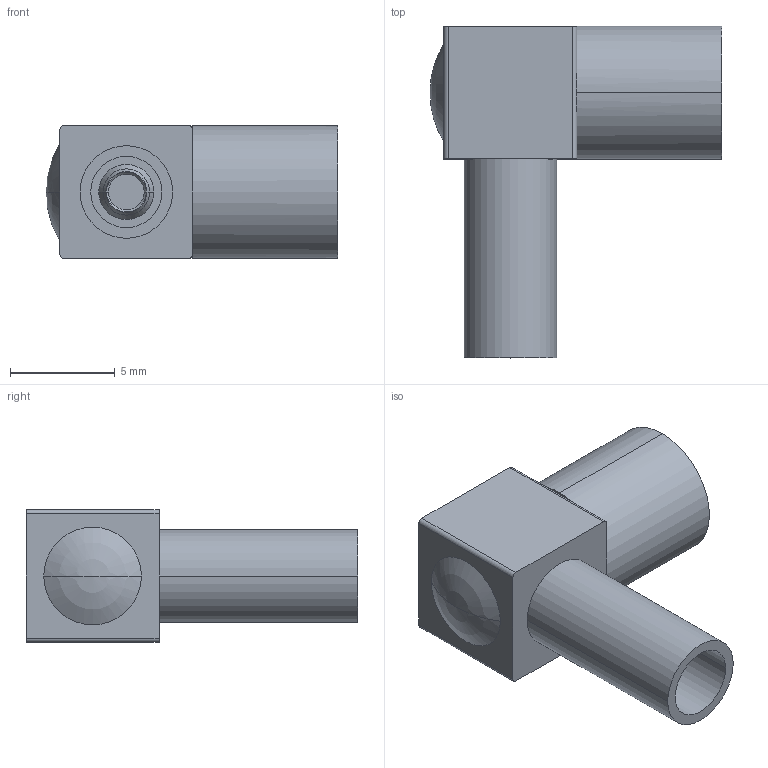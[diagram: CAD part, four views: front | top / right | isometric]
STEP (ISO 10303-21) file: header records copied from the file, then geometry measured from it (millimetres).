
FILE_DESCRIPTION((''),'2;1');
FILE_NAME('903-369P-51A_SW0001','2019-09-18T',('Vijayaragavan'),(''),'CREO PARAMETRIC BY PTC INC, 2018360','CREO PARAMETRIC BY PTC INC, 2018360','');
FILE_SCHEMA(('CONFIG_CONTROL_DESIGN'));
Length unit declared in the file: millimetre
Products named in the file (1): 903-369P-51A_SW0001
Bounding box: 13.94 x 15.85 x 6.35 mm (x, y, z)
Volume: 494.9 mm3; surface area: 861.6 mm2
Topology: 1 solids, 1 shells, 140 faces, 374 edges, 238 vertices
Faces by surface type: plane 62, cylinder 54, cone 18, torus 4, sphere 2
Entity records: 4504 total; most frequent: CARTESIAN_POINT 884, DIRECTION 782, ORIENTED_EDGE 740, EDGE_CURVE 370, AXIS2_PLACEMENT_3D 292, VERTEX_POINT 238, VECTOR 198, LINE 198
